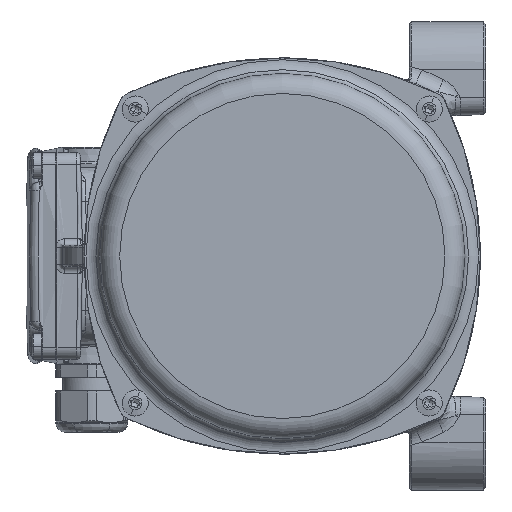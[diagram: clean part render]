
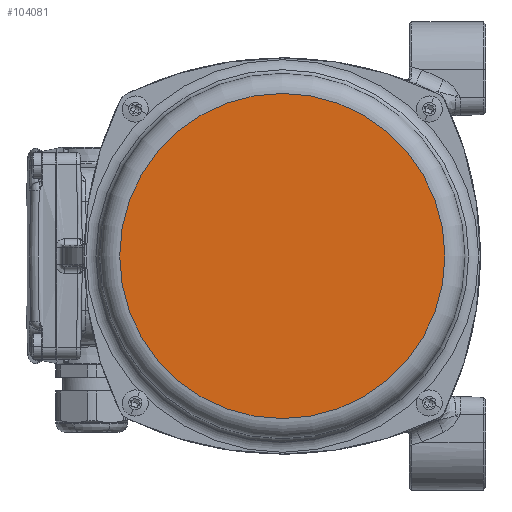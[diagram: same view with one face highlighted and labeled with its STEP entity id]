
A CAD part, left-side view. The second image highlights one B-rep face of the part: STEP entity #104081.
In plain terms, the highlighted planar face has unit normal (-1, 0, 0).
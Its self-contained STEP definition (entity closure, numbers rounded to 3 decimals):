
#1134 = CIRCLE ( 'NONE', #51094, 74.7 ) ;
#2125 = AXIS2_PLACEMENT_3D ( 'NONE', #80139, #134904, #112137 ) ;
#35691 = CARTESIAN_POINT ( 'NONE',  ( -154., 0., 74.7 ) ) ;
#39434 = DIRECTION ( 'NONE',  ( 0., 0., 1. ) ) ;
#51094 = AXIS2_PLACEMENT_3D ( 'NONE', #115174, #125676, #39434 ) ;
#63021 = EDGE_LOOP ( 'NONE', ( #115447 ) ) ;
#64176 = FACE_OUTER_BOUND ( 'NONE', #63021, .T. ) ;
#80139 = CARTESIAN_POINT ( 'NONE',  ( -154., 74.7, 0. ) ) ;
#83586 = VERTEX_POINT ( 'NONE', #35691 ) ;
#104081 = ADVANCED_FACE ( 'NONE', ( #64176 ), #124973, .T. ) ;
#112137 = DIRECTION ( 'NONE',  ( 0., 0., 1. ) ) ;
#115174 = CARTESIAN_POINT ( 'NONE',  ( -154., 0., 0. ) ) ;
#115447 = ORIENTED_EDGE ( 'NONE', *, *, #126935, .T. ) ;
#124973 = PLANE ( 'NONE',  #2125 ) ;
#125676 = DIRECTION ( 'NONE',  ( -1., 0., 0. ) ) ;
#126935 = EDGE_CURVE ( 'NONE', #83586, #83586, #1134, .T. ) ;
#134904 = DIRECTION ( 'NONE',  ( -1., 0., 0. ) ) ;
